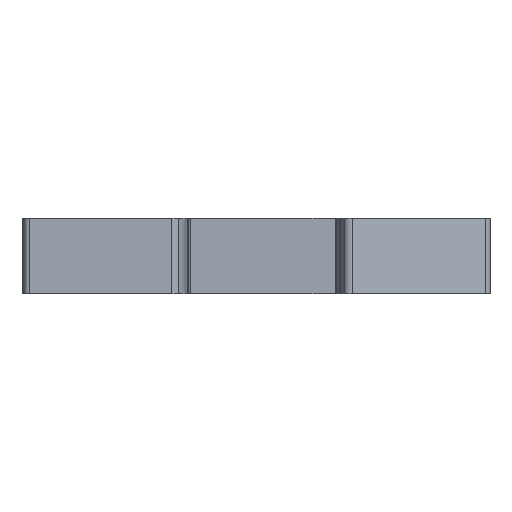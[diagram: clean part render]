
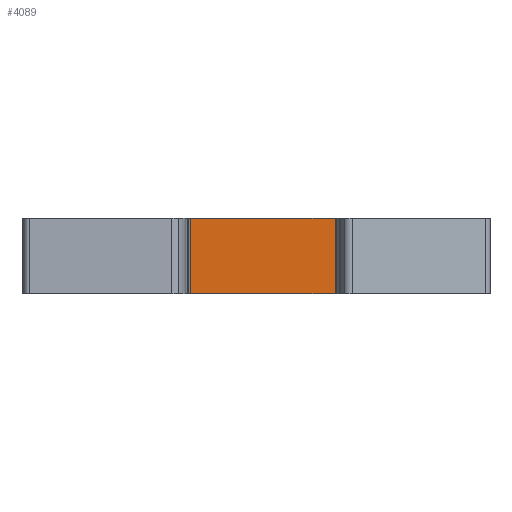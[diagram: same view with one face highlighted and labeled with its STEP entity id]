
A CAD part, front view. The second image highlights one B-rep face of the part: STEP entity #4089.
In plain terms, the highlighted planar face has unit normal (0, -1, 0).
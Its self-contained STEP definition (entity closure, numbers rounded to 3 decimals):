
#730=DIRECTION('',(1.,0.,0.));
#731=VECTOR('',#730,30.895);
#732=CARTESIAN_POINT('',(-10.195,-22.3,-8.1));
#733=LINE('',#732,#731);
#957=DIRECTION('',(1.,0.,0.));
#958=VECTOR('',#957,30.895);
#959=CARTESIAN_POINT('',(-10.195,-22.3,8.1));
#960=LINE('',#959,#958);
#1698=DIRECTION('',(0.,0.,1.));
#1699=VECTOR('',#1698,16.2);
#1700=CARTESIAN_POINT('',(20.7,-22.3,-8.1));
#1701=LINE('',#1700,#1699);
#1702=DIRECTION('',(0.,0.,1.));
#1703=VECTOR('',#1702,16.2);
#1704=CARTESIAN_POINT('',(-10.195,-22.3,-8.1));
#1705=LINE('',#1704,#1703);
#2334=CARTESIAN_POINT('',(-10.195,-22.3,-8.1));
#2335=VERTEX_POINT('',#2334);
#2336=CARTESIAN_POINT('',(20.7,-22.3,-8.1));
#2337=VERTEX_POINT('',#2336);
#2502=CARTESIAN_POINT('',(-10.195,-22.3,8.1));
#2503=VERTEX_POINT('',#2502);
#2504=CARTESIAN_POINT('',(20.7,-22.3,8.1));
#2505=VERTEX_POINT('',#2504);
#4077=CARTESIAN_POINT('',(-10.195,-22.3,-8.1));
#4078=DIRECTION('',(0.,-1.,0.));
#4079=DIRECTION('',(1.,0.,0.));
#4080=AXIS2_PLACEMENT_3D('',#4077,#4078,#4079);
#4081=PLANE('',#4080);
#4082=ORIENTED_EDGE('',*,*,#3323,.F.);
#4084=ORIENTED_EDGE('',*,*,#4083,.T.);
#4085=ORIENTED_EDGE('',*,*,#3593,.T.);
#4086=ORIENTED_EDGE('',*,*,#4070,.F.);
#4087=EDGE_LOOP('',(#4082,#4084,#4085,#4086));
#4088=FACE_OUTER_BOUND('',#4087,.F.);
#3323=EDGE_CURVE('',#2335,#2337,#733,.T.);
#3593=EDGE_CURVE('',#2503,#2505,#960,.T.);
#4070=EDGE_CURVE('',#2337,#2505,#1701,.T.);
#4083=EDGE_CURVE('',#2335,#2503,#1705,.T.);
#4089=ADVANCED_FACE('',(#4088),#4081,.T.);
